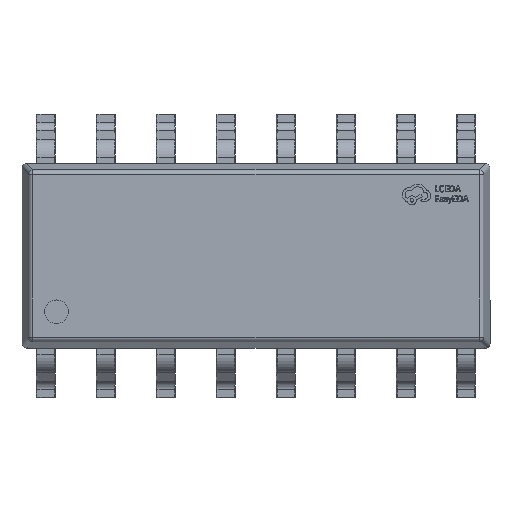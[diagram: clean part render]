
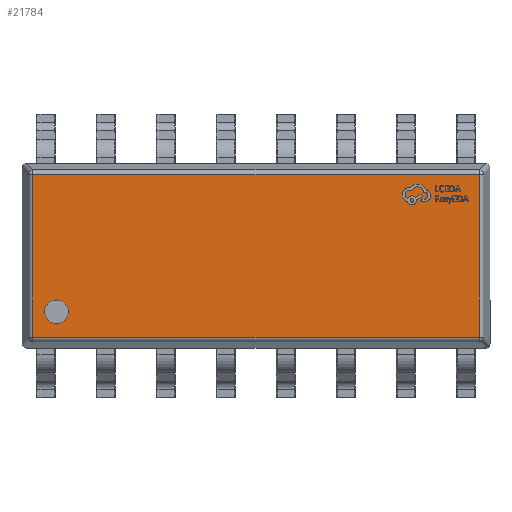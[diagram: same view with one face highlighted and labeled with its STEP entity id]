
A CAD part, top view. The second image highlights one B-rep face of the part: STEP entity #21784.
In plain terms, the highlighted planar face has unit normal (0, 0, 1).
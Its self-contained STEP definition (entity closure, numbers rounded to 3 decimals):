
#1489 = CARTESIAN_POINT ( 'NONE',  ( 0., 1.719, 1.9 ) ) ;
#1608 = VECTOR ( 'NONE', #15732, 1000. ) ;
#2574 = ORIENTED_EDGE ( 'NONE', *, *, #11993, .F. ) ;
#3984 = PLANE ( 'NONE',  #17810 ) ;
#4122 = EDGE_CURVE ( 'NONE', #26232, #34707, #36540, .T. ) ;
#4220 = FACE_BOUND ( 'NONE', #13093, .T. ) ;
#4436 = DIRECTION ( 'NONE',  ( 1., 0., 0. ) ) ;
#4719 = VECTOR ( 'NONE', #7603, 1000. ) ;
#5494 = VERTEX_POINT ( 'NONE', #37109 ) ;
#5509 = VERTEX_POINT ( 'NONE', #29551 ) ;
#7603 = DIRECTION ( 'NONE',  ( 0., 1., 0. ) ) ;
#8088 = CIRCLE ( 'NONE', #33733, 0.25 ) ;
#9915 = ORIENTED_EDGE ( 'NONE', *, *, #4122, .T. ) ;
#11575 = LINE ( 'NONE', #43763, #16753 ) ;
#11792 = DIRECTION ( 'NONE',  ( 0., 0., 1. ) ) ;
#11993 = EDGE_CURVE ( 'NONE', #45360, #5509, #8088, .T. ) ;
#13093 = EDGE_LOOP ( 'NONE', ( #16108, #2574 ) ) ;
#15280 = CIRCLE ( 'NONE', #43243, 0.25 ) ;
#15732 = DIRECTION ( 'NONE',  ( -1., 0., 0. ) ) ;
#15995 = ORIENTED_EDGE ( 'NONE', *, *, #30972, .T. ) ;
#16108 = ORIENTED_EDGE ( 'NONE', *, *, #16128, .F. ) ;
#16128 = EDGE_CURVE ( 'NONE', #5509, #45360, #15280, .T. ) ;
#16753 = VECTOR ( 'NONE', #43535, 1000. ) ;
#17155 = VECTOR ( 'NONE', #32045, 1000. ) ;
#17810 = AXIS2_PLACEMENT_3D ( 'NONE', #26221, #11792, #4436 ) ;
#18400 = ORIENTED_EDGE ( 'NONE', *, *, #34547, .T. ) ;
#21784 = ADVANCED_FACE ( 'NONE', ( #4220, #44231 ), #3984, .T. ) ;
#24754 = CARTESIAN_POINT ( 'NONE',  ( -4.719, 0., 1.9 ) ) ;
#25551 = VERTEX_POINT ( 'NONE', #36689 ) ;
#26056 = LINE ( 'NONE', #43589, #4719 ) ;
#26221 = CARTESIAN_POINT ( 'NONE',  ( 0., 0., 1.9 ) ) ;
#26232 = VERTEX_POINT ( 'NONE', #29224 ) ;
#26783 = ORIENTED_EDGE ( 'NONE', *, *, #29625, .T. ) ;
#27525 = LINE ( 'NONE', #1489, #1608 ) ;
#29224 = CARTESIAN_POINT ( 'NONE',  ( -4.719, 1.719, 1.9 ) ) ;
#29358 = DIRECTION ( 'NONE',  ( 1., 0., 0. ) ) ;
#29551 = CARTESIAN_POINT ( 'NONE',  ( -3.969, -1.183, 1.9 ) ) ;
#29625 = EDGE_CURVE ( 'NONE', #5494, #26232, #27525, .T. ) ;
#30208 = DIRECTION ( 'NONE',  ( 1., 0., 0. ) ) ;
#30972 = EDGE_CURVE ( 'NONE', #25551, #5494, #26056, .T. ) ;
#32045 = DIRECTION ( 'NONE',  ( 0., -1., 0. ) ) ;
#33733 = AXIS2_PLACEMENT_3D ( 'NONE', #36691, #40499, #29358 ) ;
#34547 = EDGE_CURVE ( 'NONE', #34707, #25551, #11575, .T. ) ;
#34666 = CARTESIAN_POINT ( 'NONE',  ( -4.469, -1.183, 1.9 ) ) ;
#34707 = VERTEX_POINT ( 'NONE', #44478 ) ;
#36540 = LINE ( 'NONE', #24754, #17155 ) ;
#36689 = CARTESIAN_POINT ( 'NONE',  ( 4.719, -1.719, 1.9 ) ) ;
#36691 = CARTESIAN_POINT ( 'NONE',  ( -4.219, -1.183, 1.9 ) ) ;
#37109 = CARTESIAN_POINT ( 'NONE',  ( 4.719, 1.719, 1.9 ) ) ;
#37332 = DIRECTION ( 'NONE',  ( 0., 0., 1. ) ) ;
#40499 = DIRECTION ( 'NONE',  ( 0., 0., 1. ) ) ;
#40911 = CARTESIAN_POINT ( 'NONE',  ( -4.219, -1.183, 1.9 ) ) ;
#43207 = EDGE_LOOP ( 'NONE', ( #15995, #26783, #9915, #18400 ) ) ;
#43243 = AXIS2_PLACEMENT_3D ( 'NONE', #40911, #37332, #30208 ) ;
#43535 = DIRECTION ( 'NONE',  ( 1., 0., 0. ) ) ;
#43589 = CARTESIAN_POINT ( 'NONE',  ( 4.719, 0., 1.9 ) ) ;
#43763 = CARTESIAN_POINT ( 'NONE',  ( 0., -1.719, 1.9 ) ) ;
#44231 = FACE_OUTER_BOUND ( 'NONE', #43207, .T. ) ;
#44478 = CARTESIAN_POINT ( 'NONE',  ( -4.719, -1.719, 1.9 ) ) ;
#45360 = VERTEX_POINT ( 'NONE', #34666 ) ;
